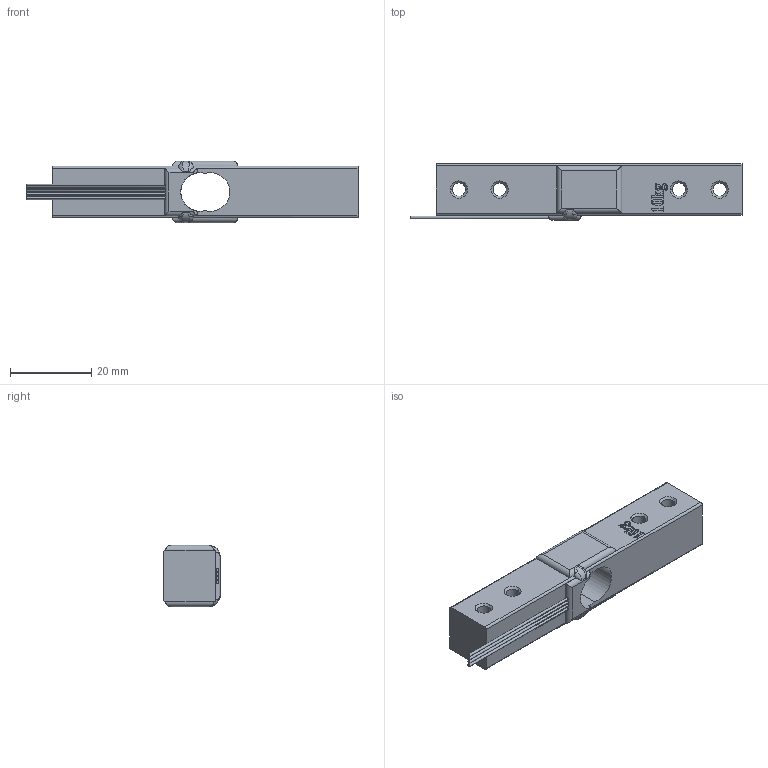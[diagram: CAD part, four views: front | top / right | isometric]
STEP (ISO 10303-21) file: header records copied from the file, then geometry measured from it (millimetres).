
FILE_DESCRIPTION (( 'STEP AP214' ), '1' );
FILE_NAME ('load cell.STEP', '2025-01-25T20:41:09', ( '' ), ( '' ), 'SwSTEP 2.0', 'SolidWorks 2022', '' );
FILE_SCHEMA (( 'AUTOMOTIVE_DESIGN' ));
Length unit declared in the file: millimetre
Products named in the file (1): load cell
Bounding box: 81.5 x 13.9 x 15.1 mm (x, y, z)
Volume: 10998.5 mm3; surface area: 5186.1 mm2
Topology: 1 solids, 1 shells, 370 faces, 1015 edges, 664 vertices
Faces by surface type: bspline 208, plane 103, cylinder 43, cone 16
Entity records: 20129 total; most frequent: CARTESIAN_POINT 11132, ORIENTED_EDGE 2030, EDGE_CURVE 1015, DIRECTION 937, VERTEX_POINT 664, VECTOR 503, LINE 503, B_SPLINE_CURVE_WITH_KNOTS 446
